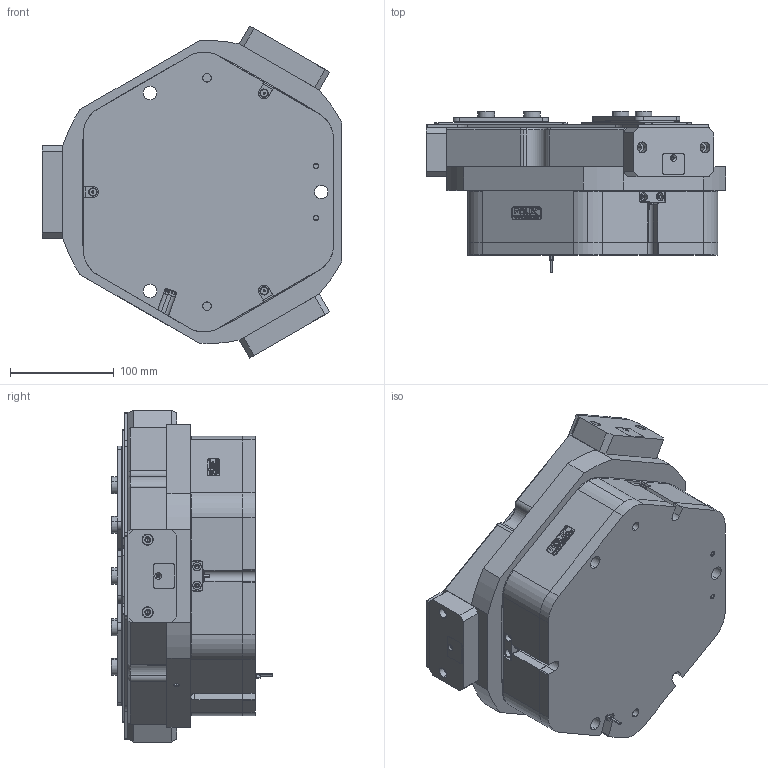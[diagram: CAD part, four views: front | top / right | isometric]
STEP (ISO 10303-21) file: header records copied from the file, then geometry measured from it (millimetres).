
FILE_DESCRIPTION (( 'STEP AP203' ), '1' );
FILE_NAME ('FZ185-292-S-P.STEP', '2024-12-20T08:03:59', ( 'USER-' ), ( 'Microsoft' ), 'SwSTEP 2.0', 'SolidWorks 2018', '' );
FILE_SCHEMA (( 'CONFIG_CONTROL_DESIGN' ));
Length unit declared in the file: millimetre
Products named in the file (16): TZT185-292-M-12 耜猾极; TR300-15-1晚假蚾輸; ﾏ擎ﾗ16｡ﾁ12｡ﾁ16; TZT185-292-M-01 褲极; TZT185-292-M-15 耜猾苤裔; 湮酴; FZ185-292-S-P; 昹親棠覜羲壽; TZT185-292-M-11 奻葡裔啣; TZT185-292-M-05 菁裔啣; TZT185-292-S-02 賑輸; M8-30諉輪羲壽; TZT185-292-S-13 痄雄結啣; TZT185-292-S-14 忒硌薊啣; 32x12-R2; TZT185-292-S
Assembly tree (39 placements, depth 3):
  FZ185-292-S-P
    TZT185-292-S
      TZT185-292-M-01 褲极
      TZT185-292-S-02 賑輸  x3
      TR300-15-1晚假蚾輸  x3
      湮酴  x3
      TZT185-292-M-05 菁裔啣
      32x12-R2
      M8-30諉輪羲壽  x3
      昹親棠覜羲壽  x2
    TZT185-292-M-11 奻葡裔啣
    TZT185-292-M-12 耜猾极  x3
    TZT185-292-S-13 痄雄結啣  x3
    TZT185-292-S-14 忒硌薊啣  x3
    TZT185-292-M-15 耜猾苤裔  x3
    昹親棠覜羲壽  x2
    ﾏ擎ﾗ16｡ﾁ12｡ﾁ16  x6
Bounding box: 289 x 155.37 x 319.9 mm (x, y, z)
Volume: 6559296.8 mm3; surface area: 710661.1 mm2
Topology: 38 solids, 38 shells, 2247 faces, 5818 edges, 3709 vertices
Faces by surface type: plane 1084, cylinder 708, cone 277, bspline 166, torus 12
Entity records: 53158 total; most frequent: CARTESIAN_POINT 14959, ORIENTED_EDGE 7632, DIRECTION 7124, EDGE_CURVE 3816, VERTEX_POINT 2465, LINE 2462, VECTOR 2462, AXIS2_PLACEMENT_3D 2331
